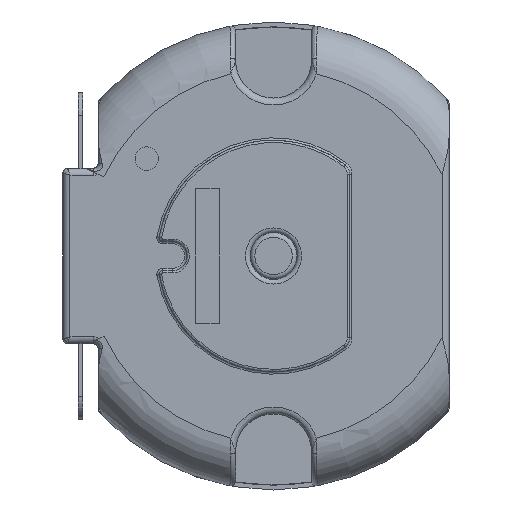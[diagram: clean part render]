
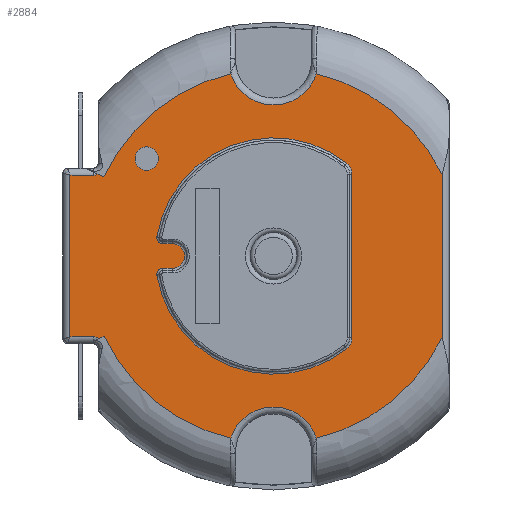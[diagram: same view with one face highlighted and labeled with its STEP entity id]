
A CAD part, left-side view. The second image highlights one B-rep face of the part: STEP entity #2884.
In plain terms, the highlighted face is planar.
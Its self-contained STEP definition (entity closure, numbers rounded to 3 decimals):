
#203=FACE_BOUND('',#550,.T.);
#204=FACE_BOUND('',#551,.T.);
#243=PLANE('',#3177);
#363=FACE_OUTER_BOUND('',#549,.T.);
#549=EDGE_LOOP('',(#2307,#2308,#2309,#2310,#2311,#2312,#2313,#2314,#2315,
#2316,#2317,#2318,#2319,#2320));
#550=EDGE_LOOP('',(#2321));
#551=EDGE_LOOP('',(#2322,#2323,#2324,#2325,#2326,#2327,#2328,#2329,#2330,
#2331));
#712=LINE('',#5826,#880);
#713=LINE('',#5838,#881);
#717=LINE('',#5844,#885);
#724=LINE('',#5862,#892);
#730=LINE('',#5884,#898);
#731=LINE('',#5886,#899);
#732=LINE('',#5895,#900);
#733=LINE('',#5899,#901);
#734=LINE('',#5907,#902);
#880=VECTOR('',#3710,10.);
#881=VECTOR('',#3717,10.);
#885=VECTOR('',#3725,10.);
#892=VECTOR('',#3746,10.);
#898=VECTOR('',#3774,10.);
#899=VECTOR('',#3775,10.);
#900=VECTOR('',#3784,10.);
#901=VECTOR('',#3787,10.);
#902=VECTOR('',#3794,10.);
#1022=CIRCLE('',#3083,0.5);
#1049=CIRCLE('',#3124,8.);
#1054=CIRCLE('',#3133,8.);
#1060=CIRCLE('',#3140,8.);
#1065=CIRCLE('',#3146,1.925);
#1071=CIRCLE('',#3153,8.);
#1076=CIRCLE('',#3172,0.5);
#1078=CIRCLE('',#3178,0.5);
#1079=CIRCLE('',#3179,1.925);
#1080=CIRCLE('',#3180,5.05);
#1081=CIRCLE('',#3181,0.25);
#1082=CIRCLE('',#3182,0.525);
#1083=CIRCLE('',#3183,0.25);
#1084=CIRCLE('',#3184,5.05);
#1085=CIRCLE('',#3185,0.6);
#1086=CIRCLE('',#3186,0.6);
#1209=VERTEX_POINT('',#4901);
#1256=VERTEX_POINT('',#5142);
#1261=VERTEX_POINT('',#5179);
#1271=VERTEX_POINT('',#5366);
#1272=VERTEX_POINT('',#5373);
#1286=VERTEX_POINT('',#5577);
#1287=VERTEX_POINT('',#5584);
#1295=VERTEX_POINT('',#5624);
#1307=VERTEX_POINT('',#5814);
#1308=VERTEX_POINT('',#5818);
#1311=VERTEX_POINT('',#5830);
#1314=VERTEX_POINT('',#5859);
#1315=VERTEX_POINT('',#5861);
#1320=VERTEX_POINT('',#5883);
#1321=VERTEX_POINT('',#5885);
#1322=VERTEX_POINT('',#5889);
#1323=VERTEX_POINT('',#5890);
#1324=VERTEX_POINT('',#5892);
#1325=VERTEX_POINT('',#5894);
#1326=VERTEX_POINT('',#5896);
#1327=VERTEX_POINT('',#5898);
#1328=VERTEX_POINT('',#5900);
#1329=VERTEX_POINT('',#5902);
#1330=VERTEX_POINT('',#5904);
#1331=VERTEX_POINT('',#5906);
#1520=EDGE_CURVE('',#1209,#1209,#1022,.T.);
#1587=EDGE_CURVE('',#1256,#1261,#1049,.T.);
#1605=EDGE_CURVE('',#1272,#1271,#1054,.T.);
#1623=EDGE_CURVE('',#1287,#1286,#1060,.T.);
#1633=EDGE_CURVE('',#1295,#1286,#1065,.T.);
#1649=EDGE_CURVE('',#1295,#1307,#1071,.T.);
#1651=EDGE_CURVE('',#1307,#1308,#712,.T.);
#1655=EDGE_CURVE('',#1311,#1272,#713,.T.);
#1659=EDGE_CURVE('',#1287,#1261,#717,.T.);
#1668=EDGE_CURVE('',#1314,#1315,#724,.T.);
#1672=EDGE_CURVE('',#1315,#1308,#1076,.T.);
#1679=EDGE_CURVE('',#1320,#1314,#730,.T.);
#1680=EDGE_CURVE('',#1321,#1320,#731,.T.);
#1681=EDGE_CURVE('',#1311,#1321,#1078,.T.);
#1682=EDGE_CURVE('',#1256,#1271,#1079,.T.);
#1683=EDGE_CURVE('',#1322,#1323,#1080,.T.);
#1684=EDGE_CURVE('',#1324,#1322,#1081,.T.);
#1685=EDGE_CURVE('',#1325,#1324,#732,.T.);
#1686=EDGE_CURVE('',#1326,#1325,#1082,.T.);
#1687=EDGE_CURVE('',#1327,#1326,#733,.T.);
#1688=EDGE_CURVE('',#1328,#1327,#1083,.T.);
#1689=EDGE_CURVE('',#1329,#1328,#1084,.T.);
#1690=EDGE_CURVE('',#1330,#1329,#1085,.T.);
#1691=EDGE_CURVE('',#1331,#1330,#734,.T.);
#1692=EDGE_CURVE('',#1323,#1331,#1086,.T.);
#2307=ORIENTED_EDGE('',*,*,#1587,.T.);
#2308=ORIENTED_EDGE('',*,*,#1659,.F.);
#2309=ORIENTED_EDGE('',*,*,#1623,.T.);
#2310=ORIENTED_EDGE('',*,*,#1633,.F.);
#2311=ORIENTED_EDGE('',*,*,#1649,.T.);
#2312=ORIENTED_EDGE('',*,*,#1651,.T.);
#2313=ORIENTED_EDGE('',*,*,#1672,.F.);
#2314=ORIENTED_EDGE('',*,*,#1668,.F.);
#2315=ORIENTED_EDGE('',*,*,#1679,.F.);
#2316=ORIENTED_EDGE('',*,*,#1680,.F.);
#2317=ORIENTED_EDGE('',*,*,#1681,.F.);
#2318=ORIENTED_EDGE('',*,*,#1655,.T.);
#2319=ORIENTED_EDGE('',*,*,#1605,.T.);
#2320=ORIENTED_EDGE('',*,*,#1682,.F.);
#2321=ORIENTED_EDGE('',*,*,#1520,.T.);
#2322=ORIENTED_EDGE('',*,*,#1683,.F.);
#2323=ORIENTED_EDGE('',*,*,#1684,.F.);
#2324=ORIENTED_EDGE('',*,*,#1685,.F.);
#2325=ORIENTED_EDGE('',*,*,#1686,.F.);
#2326=ORIENTED_EDGE('',*,*,#1687,.F.);
#2327=ORIENTED_EDGE('',*,*,#1688,.F.);
#2328=ORIENTED_EDGE('',*,*,#1689,.F.);
#2329=ORIENTED_EDGE('',*,*,#1690,.F.);
#2330=ORIENTED_EDGE('',*,*,#1691,.F.);
#2331=ORIENTED_EDGE('',*,*,#1692,.F.);
#2884=ADVANCED_FACE('',(#363,#203,#204),#243,.T.);
#3083=AXIS2_PLACEMENT_3D('',#4902,#3529,#3530);
#3124=AXIS2_PLACEMENT_3D('',#5188,#3641,#3642);
#3133=AXIS2_PLACEMENT_3D('',#5374,#3665,#3666);
#3140=AXIS2_PLACEMENT_3D('',#5585,#3680,#3681);
#3146=AXIS2_PLACEMENT_3D('',#5631,#3692,#3693);
#3153=AXIS2_PLACEMENT_3D('',#5816,#3706,#3707);
#3172=AXIS2_PLACEMENT_3D('',#5869,#3757,#3758);
#3177=AXIS2_PLACEMENT_3D('',#5882,#3772,#3773);
#3178=AXIS2_PLACEMENT_3D('',#5887,#3776,#3777);
#3179=AXIS2_PLACEMENT_3D('',#5888,#3778,#3779);
#3180=AXIS2_PLACEMENT_3D('',#5891,#3780,#3781);
#3181=AXIS2_PLACEMENT_3D('',#5893,#3782,#3783);
#3182=AXIS2_PLACEMENT_3D('',#5897,#3785,#3786);
#3183=AXIS2_PLACEMENT_3D('',#5901,#3788,#3789);
#3184=AXIS2_PLACEMENT_3D('',#5903,#3790,#3791);
#3185=AXIS2_PLACEMENT_3D('',#5905,#3792,#3793);
#3186=AXIS2_PLACEMENT_3D('',#5908,#3795,#3796);
#3529=DIRECTION('center_axis',(0.,1.,0.));
#3530=DIRECTION('ref_axis',(1.,0.,0.));
#3641=DIRECTION('center_axis',(0.,-1.,0.));
#3642=DIRECTION('ref_axis',(0.,0.,-1.));
#3665=DIRECTION('center_axis',(0.,-1.,0.));
#3666=DIRECTION('ref_axis',(0.,0.,-1.));
#3680=DIRECTION('center_axis',(0.,-1.,0.));
#3681=DIRECTION('ref_axis',(0.,0.,-1.));
#3692=DIRECTION('center_axis',(0.,-1.,0.));
#3693=DIRECTION('ref_axis',(0.,0.,1.));
#3706=DIRECTION('center_axis',(0.,-1.,0.));
#3707=DIRECTION('ref_axis',(0.,0.,-1.));
#3710=DIRECTION('',(0.906,0.,-0.423));
#3717=DIRECTION('',(-0.904,0.,-0.427));
#3725=DIRECTION('',(0.,0.,1.));
#3746=DIRECTION('',(-1.,0.,0.));
#3757=DIRECTION('center_axis',(0.,-1.,0.));
#3758=DIRECTION('ref_axis',(-0.707,0.,0.707));
#3772=DIRECTION('center_axis',(0.,-1.,0.));
#3773=DIRECTION('ref_axis',(1.,0.,0.));
#3774=DIRECTION('',(0.,0.,-1.));
#3775=DIRECTION('',(1.,0.,0.));
#3776=DIRECTION('center_axis',(0.,-1.,0.));
#3777=DIRECTION('ref_axis',(-0.707,0.,-0.707));
#3778=DIRECTION('center_axis',(0.,-1.,0.));
#3779=DIRECTION('ref_axis',(0.,0.,-1.));
#3780=DIRECTION('center_axis',(0.,-1.,0.));
#3781=DIRECTION('ref_axis',(0.363,0.,0.932));
#3782=DIRECTION('center_axis',(0.,-1.,0.));
#3783=DIRECTION('ref_axis',(0.762,0.,-0.648));
#3784=DIRECTION('',(1.,0.,0.));
#3785=DIRECTION('center_axis',(0.,1.,0.));
#3786=DIRECTION('ref_axis',(-1.,0.,0.));
#3787=DIRECTION('',(-1.,0.,0.));
#3788=DIRECTION('center_axis',(0.,-1.,0.));
#3789=DIRECTION('ref_axis',(0.762,0.,0.648));
#3790=DIRECTION('center_axis',(0.,-1.,0.));
#3791=DIRECTION('ref_axis',(0.363,0.,-0.932));
#3792=DIRECTION('center_axis',(0.,-1.,0.));
#3793=DIRECTION('ref_axis',(-0.899,0.,-0.437));
#3794=DIRECTION('',(0.,0.,-1.));
#3795=DIRECTION('center_axis',(0.,-1.,0.));
#3796=DIRECTION('ref_axis',(-0.899,0.,0.437));
#4901=CARTESIAN_POINT('',(6.299,-26.114,-4.43));
#4902=CARTESIAN_POINT('Origin',(6.799,-26.114,-4.43));
#5142=CARTESIAN_POINT('',(-0.452,-26.114,7.52));
#5179=CARTESIAN_POINT('',(-5.819,-26.114,3.22));
#5188=CARTESIAN_POINT('Origin',(1.381,-26.114,-0.267));
#5366=CARTESIAN_POINT('',(3.214,-26.114,7.52));
#5373=CARTESIAN_POINT('',(8.613,-26.114,3.152));
#5374=CARTESIAN_POINT('Origin',(1.381,-26.114,-0.267));
#5577=CARTESIAN_POINT('',(-0.452,-26.114,-8.054));
#5584=CARTESIAN_POINT('',(-5.819,-26.114,-3.754));
#5585=CARTESIAN_POINT('Origin',(1.381,-26.114,-0.267));
#5624=CARTESIAN_POINT('',(3.214,-26.114,-8.054));
#5631=CARTESIAN_POINT('Origin',(1.381,-26.114,-8.642));
#5814=CARTESIAN_POINT('',(8.631,-26.114,-3.648));
#5816=CARTESIAN_POINT('Origin',(1.381,-26.114,-0.267));
#5818=CARTESIAN_POINT('',(8.875,-26.114,-3.761));
#5826=CARTESIAN_POINT('',(5.767,-26.114,-2.312));
#5830=CARTESIAN_POINT('',(8.826,-26.114,3.253));
#5838=CARTESIAN_POINT('',(5.756,-26.114,1.801));
#5844=CARTESIAN_POINT('',(-5.819,-26.114,-3.379));
#5859=CARTESIAN_POINT('',(10.081,-26.114,-3.717));
#5861=CARTESIAN_POINT('',(9.081,-26.114,-3.717));
#5862=CARTESIAN_POINT('',(6.156,-26.114,-3.717));
#5869=CARTESIAN_POINT('Origin',(9.081,-26.114,-4.217));
#5882=CARTESIAN_POINT('Origin',(2.131,-26.114,-0.267));
#5883=CARTESIAN_POINT('',(10.081,-26.114,3.183));
#5884=CARTESIAN_POINT('',(10.081,-26.114,1.508));
#5885=CARTESIAN_POINT('',(9.081,-26.114,3.183));
#5886=CARTESIAN_POINT('',(5.606,-26.114,3.183));
#5887=CARTESIAN_POINT('Origin',(9.081,-26.114,3.683));
#5888=CARTESIAN_POINT('Origin',(1.381,-26.114,8.108));
#5889=CARTESIAN_POINT('',(6.364,-26.114,0.548));
#5890=CARTESIAN_POINT('',(-1.74,-26.114,3.703));
#5891=CARTESIAN_POINT('Origin',(1.381,-26.114,-0.267));
#5892=CARTESIAN_POINT('',(6.118,-26.114,0.258));
#5893=CARTESIAN_POINT('Origin',(6.118,-26.114,0.508));
#5894=CARTESIAN_POINT('',(5.706,-26.114,0.258));
#5895=CARTESIAN_POINT('',(3.918,-26.114,0.258));
#5896=CARTESIAN_POINT('',(5.706,-26.114,-0.792));
#5897=CARTESIAN_POINT('Origin',(5.706,-26.114,-0.267));
#5898=CARTESIAN_POINT('',(6.118,-26.114,-0.792));
#5899=CARTESIAN_POINT('',(4.124,-26.114,-0.792));
#5900=CARTESIAN_POINT('',(6.364,-26.114,-1.082));
#5901=CARTESIAN_POINT('Origin',(6.118,-26.114,-1.042));
#5902=CARTESIAN_POINT('',(-1.74,-26.114,-4.237));
#5903=CARTESIAN_POINT('Origin',(1.381,-26.114,-0.267));
#5904=CARTESIAN_POINT('',(-1.969,-26.114,-3.765));
#5905=CARTESIAN_POINT('Origin',(-1.369,-26.114,-3.765));
#5906=CARTESIAN_POINT('',(-1.969,-26.114,3.232));
#5907=CARTESIAN_POINT('',(-1.969,-26.114,1.482));
#5908=CARTESIAN_POINT('Origin',(-1.369,-26.114,3.232));
